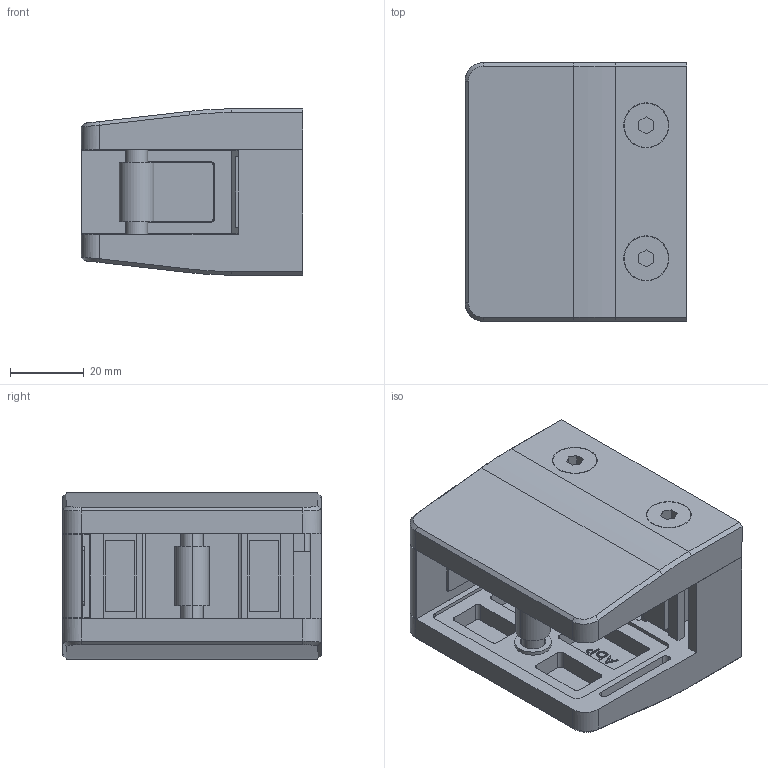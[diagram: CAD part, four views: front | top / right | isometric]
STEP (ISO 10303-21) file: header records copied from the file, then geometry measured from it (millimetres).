
FILE_DESCRIPTION (( 'STEP AP214' ), '1' );
FILE_NAME ('A14_2700-000.STEP', '2022-12-06T13:08:37', ( '' ), ( '' ), 'SwSTEP 2.0', 'SolidWorks 2019', '' );
FILE_SCHEMA (( 'AUTOMOTIVE_DESIGN' ));
Length unit declared in the file: millimetre
Products named in the file (10): A14_2700-000.P4; A14_2700-000.P3; A14_2700-000.P1; A14_2700-000.P3a; A14_2700-000.P4b; A14_2700-000.P2; A14_2700-000.P4a; A14_2700-000.P3b; A14_2700-000; Skrutka DIN 7991_Skrutka M 6x 20 
Assembly tree (10 placements, depth 3):
  A14_2700-000
    A14_2700-000.P1
    A14_2700-000.P2
    A14_2700-000.P3
      A14_2700-000.P3a
      A14_2700-000.P3b
    A14_2700-000.P4
      A14_2700-000.P4a
      A14_2700-000.P4b
    Skrutka DIN 7991_Skrutka M 6x 20   x2
Bounding box: 60 x 70 x 45 mm (x, y, z)
Volume: 81440.3 mm3; surface area: 42527.4 mm2
Topology: 10 solids, 10 shells, 704 faces, 1787 edges, 1166 vertices
Faces by surface type: plane 369, cylinder 157, bspline 148, cone 24, torus 6
Entity records: 30345 total; most frequent: CARTESIAN_POINT 13999, ORIENTED_EDGE 3490, DIRECTION 2871, EDGE_CURVE 1745, VERTEX_POINT 1144, LINE 1135, VECTOR 1135, AXIS2_PLACEMENT_3D 868
